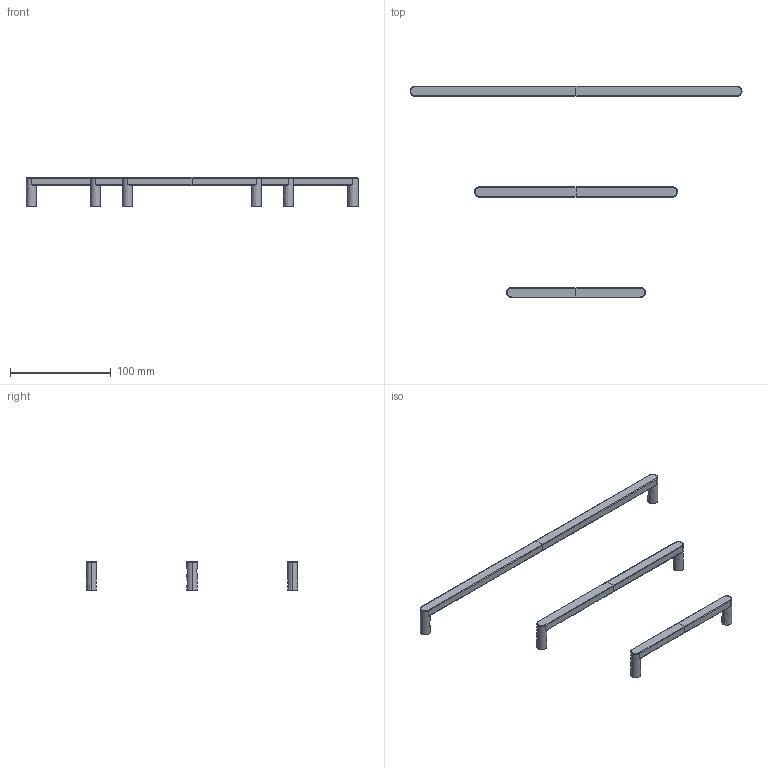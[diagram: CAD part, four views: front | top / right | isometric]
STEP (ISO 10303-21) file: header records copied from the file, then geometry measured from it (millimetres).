
FILE_DESCRIPTION(/* description */ (''),/* implementation_level */ '2;1');
FILE_NAME(/* name */ 'UZ-NYXA.stp',/* time_stamp */ '2023-07-13T14:48:36+02:00',/* author */ ('MarcinS'),/* organization */ (''),/* preprocessor_version */ 'ST-DEVELOPER v19.2',/* originating_system */ 'Autodesk Inventor 2023',/* authorisation */ '');
FILE_SCHEMA (('AUTOMOTIVE_DESIGN { 1 0 10303 214 3 1 1 }'));
Length unit declared in the file: millimetre
Products named in the file (4): UZ-NYXA; UZ-NYXA-128-...; UZ-NYXA-192-...; UZ-NYXA-320-...
Assembly tree (3 placements, depth 2):
  UZ-NYXA
    UZ-NYXA-128-...
    UZ-NYXA-192-...
    UZ-NYXA-320-...
Bounding box: 330 x 210 x 29 mm (x, y, z)
Volume: 61842 mm3; surface area: 27896.2 mm2
Topology: 3 solids, 3 shells, 82 faces, 192 edges, 122 vertices
Faces by surface type: plane 36, bspline 35, cylinder 11
Full cylindrical faces by diameter (mm): 3.242 x2
Entity records: 3078 total; most frequent: CARTESIAN_POINT 1230, ORIENTED_EDGE 384, DIRECTION 234, EDGE_CURVE 192, VERTEX_POINT 122, LINE 94, VECTOR 94, EDGE_LOOP 88
